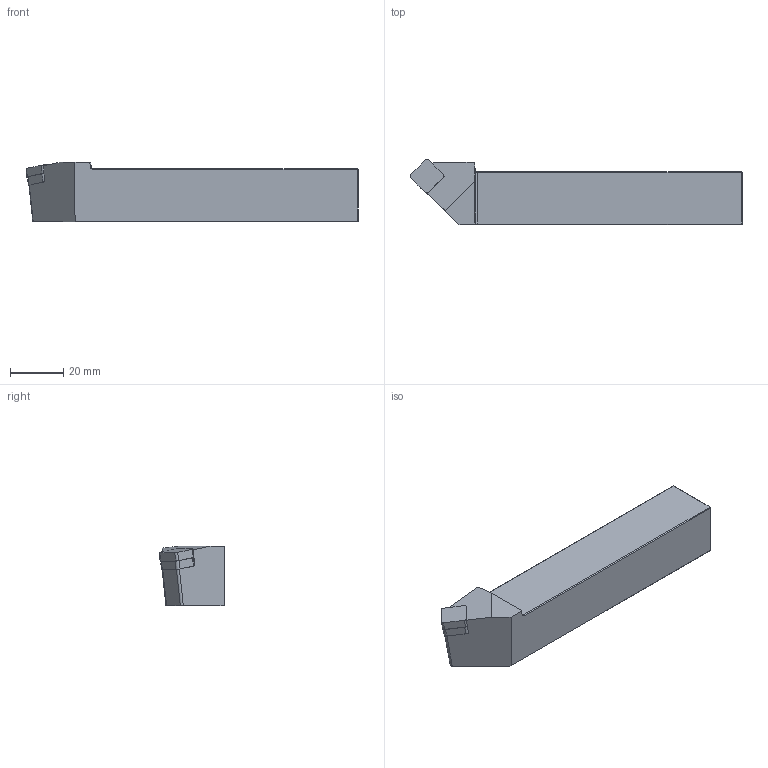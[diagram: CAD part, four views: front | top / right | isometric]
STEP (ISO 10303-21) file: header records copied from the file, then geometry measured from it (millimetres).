
FILE_DESCRIPTION(/* description */ (''),/* implementation_level */ '2;1');
FILE_NAME(/* name */ 'PSSNL-2020-K09.stp',/* time_stamp */ '2023-09-29T11:45:03+03:00',/* author */ (''),/* organization */ (''),/* preprocessor_version */ 'ST-DEVELOPER v19.4',/* originating_system */ 'SIEMENS PLM Software NX2306.3001',/* authorisation */ '');
FILE_SCHEMA (('AUTOMOTIVE_DESIGN { 1 0 10303 214 3 1 1 1 }'));
Length unit declared in the file: millimetre
Products named in the file (1): PSSNr-2020-K09
Bounding box: 124.67 x 24.68 x 22.5 mm (x, y, z)
Volume: 47921.7 mm3; surface area: 10639.7 mm2
Topology: 2 solids, 2 shells, 59 faces, 143 edges, 88 vertices
Faces by surface type: plane 44, cylinder 12, cone 2, bspline 1
Entity records: 1800 total; most frequent: CARTESIAN_POINT 316, ORIENTED_EDGE 286, DIRECTION 282, EDGE_CURVE 143, LINE 114, VECTOR 114, VERTEX_POINT 88, AXIS2_PLACEMENT_3D 84
